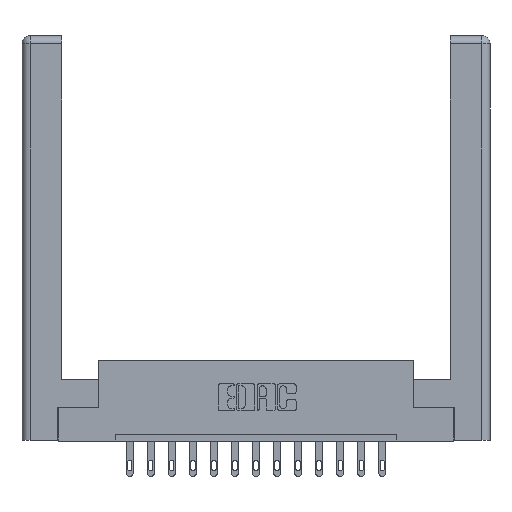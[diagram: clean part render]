
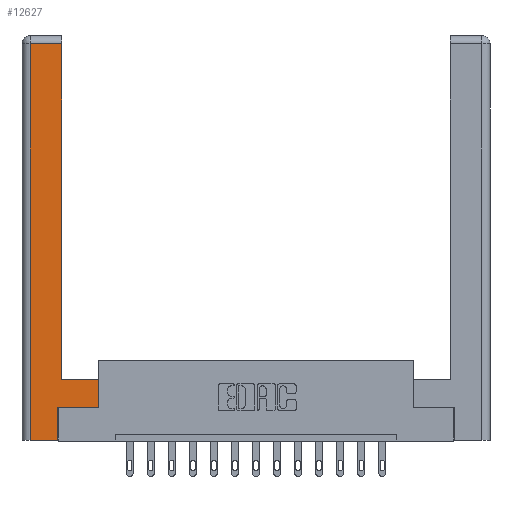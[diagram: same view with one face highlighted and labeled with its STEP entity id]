
A CAD part, top view. The second image highlights one B-rep face of the part: STEP entity #12627.
In plain terms, the highlighted planar face has unit normal (0, 0, 1).
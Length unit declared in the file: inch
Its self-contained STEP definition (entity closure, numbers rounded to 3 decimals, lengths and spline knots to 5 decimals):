
#1 = DIRECTION ( 'NONE',  ( 0., 1., 0. ) ) ;
#29 = VERTEX_POINT ( 'NONE', #15943 ) ;
#314 = DIRECTION ( 'NONE',  ( 1., 0., 0. ) ) ;
#619 = ORIENTED_EDGE ( 'NONE', *, *, #11394, .T. ) ;
#689 = LINE ( 'NONE', #13444, #6844 ) ;
#759 = LINE ( 'NONE', #11382, #4414 ) ;
#873 = ORIENTED_EDGE ( 'NONE', *, *, #2853, .T. ) ;
#947 = DIRECTION ( 'NONE',  ( 0., 0., -1. ) ) ;
#1408 = VECTOR ( 'NONE', #1, 39.37008 ) ;
#1799 = VERTEX_POINT ( 'NONE', #2311 ) ;
#1918 = VERTEX_POINT ( 'NONE', #12027 ) ;
#2102 = DIRECTION ( 'NONE',  ( 0., -1., 0. ) ) ;
#2311 = CARTESIAN_POINT ( 'NONE',  ( 0.265, 0.245, 0. ) ) ;
#2348 = VERTEX_POINT ( 'NONE', #14802 ) ;
#2554 = VECTOR ( 'NONE', #314, 39.37008 ) ;
#2606 = ORIENTED_EDGE ( 'NONE', *, *, #4845, .T. ) ;
#2646 = ORIENTED_EDGE ( 'NONE', *, *, #14926, .T. ) ;
#2701 = VECTOR ( 'NONE', #3010, 39.37008 ) ;
#2853 = EDGE_CURVE ( 'NONE', #1799, #6884, #15981, .T. ) ;
#3010 = DIRECTION ( 'NONE',  ( 0., 1., 0. ) ) ;
#3109 = LINE ( 'NONE', #7519, #2554 ) ;
#3609 = EDGE_CURVE ( 'NONE', #2348, #1799, #689, .T. ) ;
#4414 = VECTOR ( 'NONE', #11640, 39.37008 ) ;
#4519 = CARTESIAN_POINT ( 'NONE',  ( 0.295, 0.45, 0. ) ) ;
#4845 = EDGE_CURVE ( 'NONE', #29, #2348, #3109, .T. ) ;
#5085 = LINE ( 'NONE', #7424, #1408 ) ;
#5514 = AXIS2_PLACEMENT_3D ( 'NONE', #11904, #947, #11798 ) ;
#5753 = DIRECTION ( 'NONE',  ( -1., 0., 0. ) ) ;
#6091 = VERTEX_POINT ( 'NONE', #15089 ) ;
#6844 = VECTOR ( 'NONE', #13489, 39.37008 ) ;
#6857 = CARTESIAN_POINT ( 'NONE',  ( 0.295, 3., 0. ) ) ;
#6884 = VERTEX_POINT ( 'NONE', #8274 ) ;
#7108 = DIRECTION ( 'NONE',  ( 1., 0., 0. ) ) ;
#7424 = CARTESIAN_POINT ( 'NONE',  ( 0.565, 0.45, 0. ) ) ;
#7519 = CARTESIAN_POINT ( 'NONE',  ( 0.265, 0., 0. ) ) ;
#7776 = ORIENTED_EDGE ( 'NONE', *, *, #3609, .T. ) ;
#8274 = CARTESIAN_POINT ( 'NONE',  ( 0.565, 0.245, 0. ) ) ;
#9045 = VECTOR ( 'NONE', #5753, 39.37008 ) ;
#9552 = ORIENTED_EDGE ( 'NONE', *, *, #15329, .T. ) ;
#10006 = LINE ( 'NONE', #4519, #9045 ) ;
#10251 = VERTEX_POINT ( 'NONE', #12875 ) ;
#10517 = CARTESIAN_POINT ( 'NONE',  ( 0.565, 0.245, 0. ) ) ;
#10946 = VECTOR ( 'NONE', #7108, 39.37008 ) ;
#11253 = ORIENTED_EDGE ( 'NONE', *, *, #13538, .T. ) ;
#11382 = CARTESIAN_POINT ( 'NONE',  ( 0.0615, 2.94, 0. ) ) ;
#11394 = EDGE_CURVE ( 'NONE', #10251, #12676, #12592, .T. ) ;
#11640 = DIRECTION ( 'NONE',  ( -1., 0., 0. ) ) ;
#11798 = DIRECTION ( 'NONE',  ( -1., 0., 0. ) ) ;
#11829 = CARTESIAN_POINT ( 'NONE',  ( 0.0615, 0., 0. ) ) ;
#11850 = CARTESIAN_POINT ( 'NONE',  ( 0.295, 2.94, 0. ) ) ;
#11904 = CARTESIAN_POINT ( 'NONE',  ( 0., 0., 0. ) ) ;
#12027 = CARTESIAN_POINT ( 'NONE',  ( 0.0615, 2.94, 0. ) ) ;
#12108 = EDGE_CURVE ( 'NONE', #12676, #1918, #759, .T. ) ;
#12146 = EDGE_LOOP ( 'NONE', ( #619, #12607, #9552, #2606, #7776, #873, #2646, #11253 ) ) ;
#12461 = LINE ( 'NONE', #11829, #13231 ) ;
#12592 = LINE ( 'NONE', #6857, #2701 ) ;
#12607 = ORIENTED_EDGE ( 'NONE', *, *, #12108, .T. ) ;
#12627 = ADVANCED_FACE ( 'NONE', ( #15062 ), #15644, .F. ) ;
#12676 = VERTEX_POINT ( 'NONE', #11850 ) ;
#12875 = CARTESIAN_POINT ( 'NONE',  ( 0.295, 0.45, 0. ) ) ;
#13231 = VECTOR ( 'NONE', #2102, 39.37008 ) ;
#13444 = CARTESIAN_POINT ( 'NONE',  ( 0.265, 0.245, 0. ) ) ;
#13489 = DIRECTION ( 'NONE',  ( 0., 1., 0. ) ) ;
#13538 = EDGE_CURVE ( 'NONE', #6091, #10251, #10006, .T. ) ;
#14802 = CARTESIAN_POINT ( 'NONE',  ( 0.265, 0., 0. ) ) ;
#14926 = EDGE_CURVE ( 'NONE', #6884, #6091, #5085, .T. ) ;
#15062 = FACE_OUTER_BOUND ( 'NONE', #12146, .T. ) ;
#15089 = CARTESIAN_POINT ( 'NONE',  ( 0.565, 0.45, 0. ) ) ;
#15329 = EDGE_CURVE ( 'NONE', #1918, #29, #12461, .T. ) ;
#15644 = PLANE ( 'NONE',  #5514 ) ;
#15943 = CARTESIAN_POINT ( 'NONE',  ( 0.0615, 0., 0. ) ) ;
#15981 = LINE ( 'NONE', #10517, #10946 ) ;
